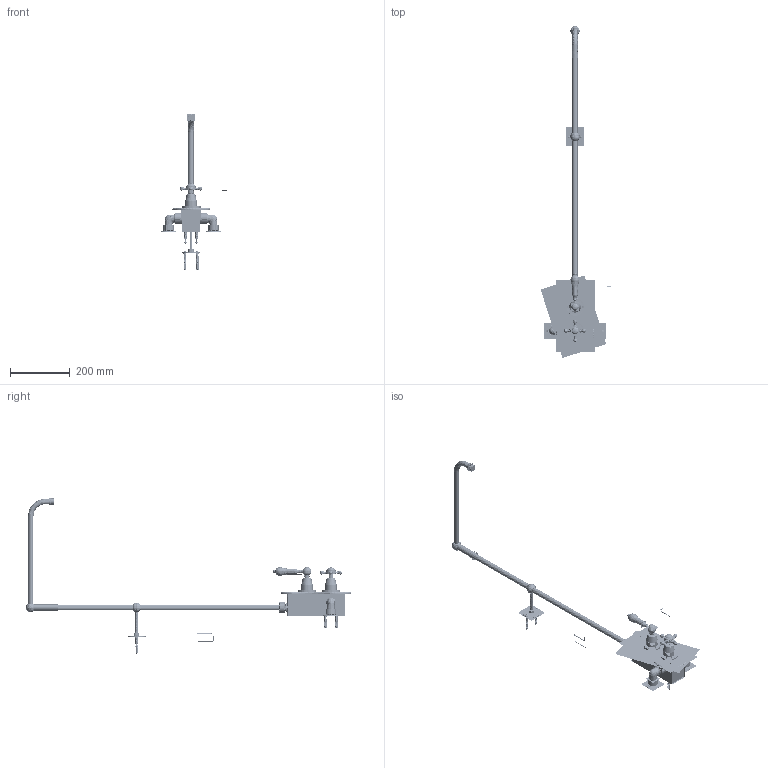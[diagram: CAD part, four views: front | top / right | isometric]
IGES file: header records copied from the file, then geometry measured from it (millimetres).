
Start section:  PTC IGES file: sf1s-sl0402-08.igs
Global section: file name: sf1s-sl0402-08.igs; native system: Creo Elements/Pro by Parametric Technology Corporation; preprocessor: 2011080; author: Administrator; organization: Unknown; date: 20150425.134559; units: millimetre
Bounding box: 236.56 x 1110.75 x 522.61 mm (x, y, z)
Volume: 579122.3 mm3; surface area: 3669190.7 mm2
Topology: 134 solids, 159 shells, 37961 faces, 208524 edges, 265643 vertices
Faces by surface type: revolution 20093, bspline 17868
